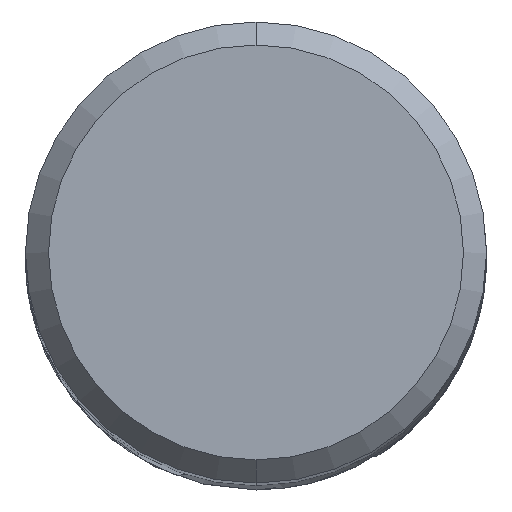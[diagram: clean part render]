
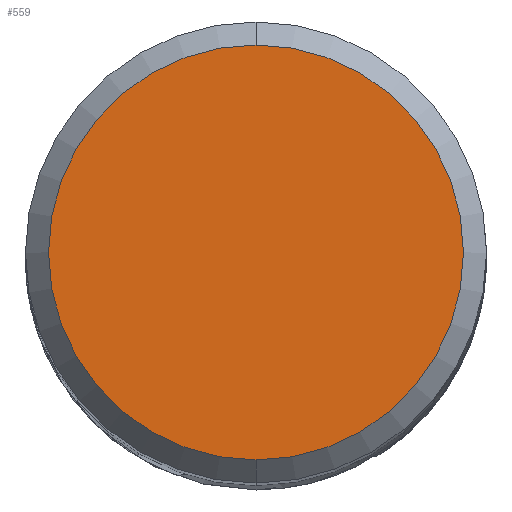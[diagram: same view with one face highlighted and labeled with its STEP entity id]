
A CAD part, top view. The second image highlights one B-rep face of the part: STEP entity #559.
In plain terms, the highlighted planar face has unit normal (0, 0, 1).
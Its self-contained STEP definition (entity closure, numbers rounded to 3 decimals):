
#519=EDGE_CURVE('',#1171,#779,#1439,.T.);
#559=ADVANCED_FACE('',(#1482),#1483,.T.);
#779=VERTEX_POINT('',#1715);
#1021=EDGE_CURVE('',#779,#1171,#1981,.T.);
#1171=VERTEX_POINT('',#2147);
#1439=CIRCLE('',#3079,7.2);
#1482=FACE_OUTER_BOUND('',#3173,.T.);
#1483=PLANE('',#3174);
#1715=CARTESIAN_POINT('',(0.,-7.2,0.0));
#1981=CIRCLE('',#7906,7.2);
#2147=CARTESIAN_POINT('',(0.0,7.2,0.0));
#3079=AXIS2_PLACEMENT_3D('',#13449,#13450,#13451);
#3173=EDGE_LOOP('',(#13487,#13488));
#3174=AXIS2_PLACEMENT_3D('',#13489,#13490,#13491);
#7906=AXIS2_PLACEMENT_3D('',#13961,#13962,#13963);
#13449=CARTESIAN_POINT('',(0.0,0.0,0.0));
#13450=DIRECTION('',(0.0,0.0,-1.0));
#13451=DIRECTION('',(0.0,1.0,0.0));
#13487=ORIENTED_EDGE('',*,*,#519,.F.);
#13488=ORIENTED_EDGE('',*,*,#1021,.F.);
#13489=CARTESIAN_POINT('',(0.0,3.6,0.0));
#13490=DIRECTION('',(-0.0,0.0,1.0));
#13491=DIRECTION('',(0.0,-1.0,0.0));
#13961=CARTESIAN_POINT('',(0.0,0.0,0.0));
#13962=DIRECTION('',(0.0,0.0,-1.0));
#13963=DIRECTION('',(0.0,1.0,0.0));
